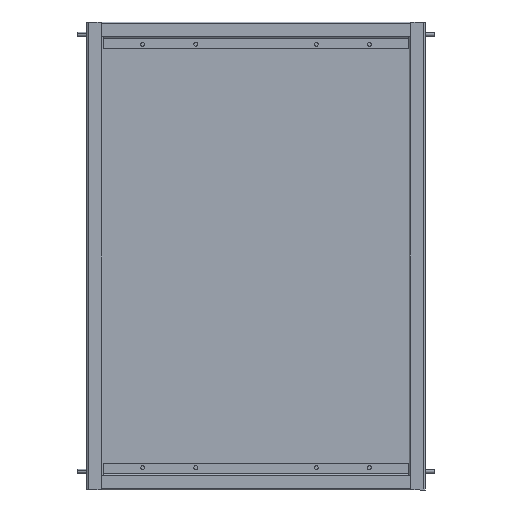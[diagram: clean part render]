
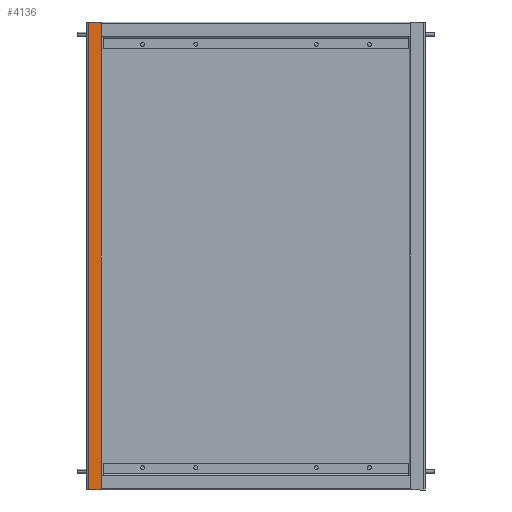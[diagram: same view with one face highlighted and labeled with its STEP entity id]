
A CAD part, front view. The second image highlights one B-rep face of the part: STEP entity #4136.
In plain terms, the highlighted planar face has unit normal (0, -1, 0).
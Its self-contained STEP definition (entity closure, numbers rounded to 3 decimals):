
#50 = CARTESIAN_POINT ( 'NONE',  ( 0., 0., 0. ) ) ;
#106 = CARTESIAN_POINT ( 'NONE',  ( 0., 0., -361.5 ) ) ;
#237 = VECTOR ( 'NONE', #3436, 1000. ) ;
#413 = ORIENTED_EDGE ( 'NONE', *, *, #423, .T. ) ;
#423 = EDGE_CURVE ( 'NONE', #2559, #4105, #2107, .T. ) ;
#432 = VERTEX_POINT ( 'NONE', #2515 ) ;
#475 = EDGE_LOOP ( 'NONE', ( #2340, #413, #1985, #3882, #5296, #4175 ) ) ;
#538 = VECTOR ( 'NONE', #4491, 1000. ) ;
#606 = CARTESIAN_POINT ( 'NONE',  ( 22.5, 0., -361.5 ) ) ;
#841 = LINE ( 'NONE', #5285, #3182 ) ;
#950 = DIRECTION ( 'NONE',  ( 0., -1., 0. ) ) ;
#1029 = VERTEX_POINT ( 'NONE', #2794 ) ;
#1073 = DIRECTION ( 'NONE',  ( 0., 0., 1. ) ) ;
#1228 = CARTESIAN_POINT ( 'NONE',  ( 22.5, 0., -361.5 ) ) ;
#1400 = VERTEX_POINT ( 'NONE', #2604 ) ;
#1419 = DIRECTION ( 'NONE',  ( 0., 0., -1. ) ) ;
#1545 = VECTOR ( 'NONE', #2036, 1000. ) ;
#1670 = CARTESIAN_POINT ( 'NONE',  ( 25., 0., 361.5 ) ) ;
#1701 = VECTOR ( 'NONE', #1073, 1000. ) ;
#1720 = CARTESIAN_POINT ( 'NONE',  ( 22.5, 0., -361.5 ) ) ;
#1842 = CARTESIAN_POINT ( 'NONE',  ( 2.5, 0., -361.5 ) ) ;
#1853 = LINE ( 'NONE', #106, #538 ) ;
#1857 = PLANE ( 'NONE',  #1917 ) ;
#1864 = EDGE_CURVE ( 'NONE', #2559, #4932, #1853, .T. ) ;
#1917 = AXIS2_PLACEMENT_3D ( 'NONE', #50, #950, #1419 ) ;
#1980 = CARTESIAN_POINT ( 'NONE',  ( 22.5, 0., 361.5 ) ) ;
#1985 = ORIENTED_EDGE ( 'NONE', *, *, #4534, .T. ) ;
#2036 = DIRECTION ( 'NONE',  ( 0., 0., -1. ) ) ;
#2107 = LINE ( 'NONE', #1228, #4227 ) ;
#2340 = ORIENTED_EDGE ( 'NONE', *, *, #1864, .F. ) ;
#2515 = CARTESIAN_POINT ( 'NONE',  ( 22.5, 0., 361.5 ) ) ;
#2559 = VERTEX_POINT ( 'NONE', #1720 ) ;
#2604 = CARTESIAN_POINT ( 'NONE',  ( 22.5, 0., 339. ) ) ;
#2794 = CARTESIAN_POINT ( 'NONE',  ( 2.5, 0., 361.5 ) ) ;
#2969 = LINE ( 'NONE', #1670, #237 ) ;
#3017 = CARTESIAN_POINT ( 'NONE',  ( 22.5, 0., -339. ) ) ;
#3182 = VECTOR ( 'NONE', #3537, 1000. ) ;
#3277 = LINE ( 'NONE', #1980, #1545 ) ;
#3313 = EDGE_CURVE ( 'NONE', #1029, #432, #2969, .T. ) ;
#3329 = LINE ( 'NONE', #606, #1701 ) ;
#3436 = DIRECTION ( 'NONE',  ( 1., 0., 0. ) ) ;
#3537 = DIRECTION ( 'NONE',  ( 0., 0., -1. ) ) ;
#3882 = ORIENTED_EDGE ( 'NONE', *, *, #4252, .F. ) ;
#4105 = VERTEX_POINT ( 'NONE', #3017 ) ;
#4136 = ADVANCED_FACE ( 'NONE', ( #4794 ), #1857, .T. ) ;
#4175 = ORIENTED_EDGE ( 'NONE', *, *, #5612, .T. ) ;
#4227 = VECTOR ( 'NONE', #4265, 1000. ) ;
#4252 = EDGE_CURVE ( 'NONE', #432, #1400, #3277, .T. ) ;
#4265 = DIRECTION ( 'NONE',  ( 0., 0., 1. ) ) ;
#4491 = DIRECTION ( 'NONE',  ( -1., 0., 0. ) ) ;
#4534 = EDGE_CURVE ( 'NONE', #4105, #1400, #3329, .T. ) ;
#4794 = FACE_OUTER_BOUND ( 'NONE', #475, .T. ) ;
#4932 = VERTEX_POINT ( 'NONE', #1842 ) ;
#5285 = CARTESIAN_POINT ( 'NONE',  ( 2.5, 0., 361.5 ) ) ;
#5296 = ORIENTED_EDGE ( 'NONE', *, *, #3313, .F. ) ;
#5612 = EDGE_CURVE ( 'NONE', #1029, #4932, #841, .T. ) ;
